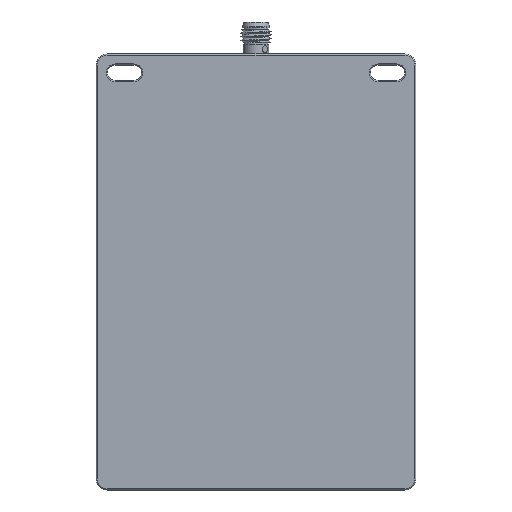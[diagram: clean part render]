
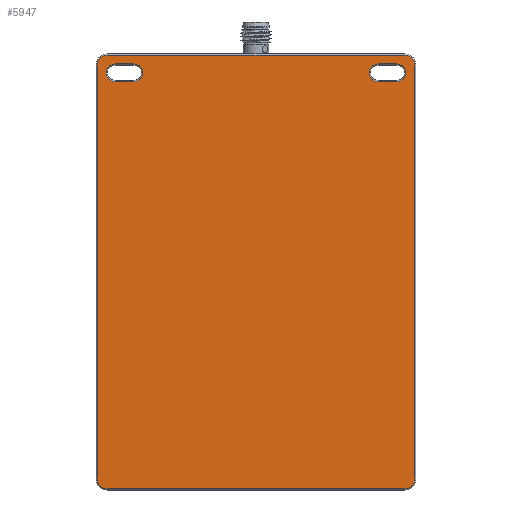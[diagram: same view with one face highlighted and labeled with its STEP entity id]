
A CAD part, front view. The second image highlights one B-rep face of the part: STEP entity #5947.
In plain terms, the highlighted planar face has unit normal (0, -1, 0).
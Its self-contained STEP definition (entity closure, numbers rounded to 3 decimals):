
#64 = AXIS2_PLACEMENT_3D ( 'NONE', #697, #3312, #6720 ) ;
#76 = DIRECTION ( 'NONE',  ( 1., 0., 0. ) ) ;
#166 = VECTOR ( 'NONE', #4214, 1000. ) ;
#179 = CIRCLE ( 'NONE', #5625, 2.35 ) ;
#256 = EDGE_CURVE ( 'NONE', #1429, #2180, #6705, .T. ) ;
#262 = DIRECTION ( 'NONE',  ( 0., -1., 0. ) ) ;
#309 = DIRECTION ( 'NONE',  ( 0., 0., 1. ) ) ;
#379 = CARTESIAN_POINT ( 'NONE',  ( 32.5, 0., 56.15 ) ) ;
#520 = ORIENTED_EDGE ( 'NONE', *, *, #2313, .T. ) ;
#629 = ORIENTED_EDGE ( 'NONE', *, *, #4127, .T. ) ;
#649 = ORIENTED_EDGE ( 'NONE', *, *, #5635, .T. ) ;
#691 = CARTESIAN_POINT ( 'NONE',  ( 37.5, 0., 60.85 ) ) ;
#697 = CARTESIAN_POINT ( 'NONE',  ( 32.5, 0., 58.5 ) ) ;
#769 = VERTEX_POINT ( 'NONE', #6763 ) ;
#847 = CARTESIAN_POINT ( 'NONE',  ( 0., 0., 56.15 ) ) ;
#900 = CARTESIAN_POINT ( 'NONE',  ( 39.5, 0., -49.5 ) ) ;
#924 = ORIENTED_EDGE ( 'NONE', *, *, #256, .T. ) ;
#937 = LINE ( 'NONE', #1402, #166 ) ;
#1100 = EDGE_CURVE ( 'NONE', #2932, #1429, #5933, .T. ) ;
#1205 = VERTEX_POINT ( 'NONE', #6160 ) ;
#1260 = LINE ( 'NONE', #3863, #7353 ) ;
#1300 = CARTESIAN_POINT ( 'NONE',  ( -37.5, 0., 56.15 ) ) ;
#1354 = VERTEX_POINT ( 'NONE', #5553 ) ;
#1402 = CARTESIAN_POINT ( 'NONE',  ( 42.2, 0., 0. ) ) ;
#1424 = DIRECTION ( 'NONE',  ( 1., 0., 0. ) ) ;
#1429 = VERTEX_POINT ( 'NONE', #2204 ) ;
#1496 = LINE ( 'NONE', #847, #6301 ) ;
#1537 = CIRCLE ( 'NONE', #6701, 2.7 ) ;
#1563 = VECTOR ( 'NONE', #3700, 1000. ) ;
#1631 = ORIENTED_EDGE ( 'NONE', *, *, #8343, .T. ) ;
#1858 = ORIENTED_EDGE ( 'NONE', *, *, #4168, .T. ) ;
#1904 = DIRECTION ( 'NONE',  ( 0., 0., 1. ) ) ;
#1940 = DIRECTION ( 'NONE',  ( 0., 0., -1. ) ) ;
#1958 = CARTESIAN_POINT ( 'NONE',  ( 39.5, 0., -52.2 ) ) ;
#2059 = CARTESIAN_POINT ( 'NONE',  ( -39.5, 0., -49.5 ) ) ;
#2157 = DIRECTION ( 'NONE',  ( 1., 0., 0. ) ) ;
#2165 = DIRECTION ( 'NONE',  ( 0., 0., 1. ) ) ;
#2180 = VERTEX_POINT ( 'NONE', #2859 ) ;
#2204 = CARTESIAN_POINT ( 'NONE',  ( -37.5, 0., 60.85 ) ) ;
#2313 = EDGE_CURVE ( 'NONE', #769, #5866, #6188, .T. ) ;
#2324 = EDGE_CURVE ( 'NONE', #3288, #3469, #7031, .T. ) ;
#2367 = CIRCLE ( 'NONE', #6002, 2.35 ) ;
#2399 = EDGE_LOOP ( 'NONE', ( #1631, #1858, #4705, #6348 ) ) ;
#2406 = ORIENTED_EDGE ( 'NONE', *, *, #6702, .T. ) ;
#2442 = DIRECTION ( 'NONE',  ( 0., -1., 0. ) ) ;
#2514 = DIRECTION ( 'NONE',  ( 0., 0., 1. ) ) ;
#2626 = DIRECTION ( 'NONE',  ( 0., 0., 1. ) ) ;
#2678 = ORIENTED_EDGE ( 'NONE', *, *, #5561, .T. ) ;
#2759 = CIRCLE ( 'NONE', #3842, 2.7 ) ;
#2859 = CARTESIAN_POINT ( 'NONE',  ( -32.5, 0., 60.85 ) ) ;
#2932 = VERTEX_POINT ( 'NONE', #1300 ) ;
#2979 = VERTEX_POINT ( 'NONE', #6846 ) ;
#3098 = AXIS2_PLACEMENT_3D ( 'NONE', #5577, #5531, #6815 ) ;
#3179 = LINE ( 'NONE', #5838, #5988 ) ;
#3198 = CIRCLE ( 'NONE', #64, 2.35 ) ;
#3288 = VERTEX_POINT ( 'NONE', #7001 ) ;
#3309 = VERTEX_POINT ( 'NONE', #6873 ) ;
#3312 = DIRECTION ( 'NONE',  ( 0., 1., 0. ) ) ;
#3469 = VERTEX_POINT ( 'NONE', #379 ) ;
#3604 = ORIENTED_EDGE ( 'NONE', *, *, #7392, .T. ) ;
#3673 = VECTOR ( 'NONE', #76, 1000. ) ;
#3700 = DIRECTION ( 'NONE',  ( -1., 0., 0. ) ) ;
#3842 = AXIS2_PLACEMENT_3D ( 'NONE', #900, #262, #309 ) ;
#3863 = CARTESIAN_POINT ( 'NONE',  ( 0., 0., -52.2 ) ) ;
#3874 = AXIS2_PLACEMENT_3D ( 'NONE', #6433, #2442, #1904 ) ;
#3902 = LINE ( 'NONE', #5777, #6563 ) ;
#3918 = DIRECTION ( 'NONE',  ( 0., 0., 1. ) ) ;
#3963 = VERTEX_POINT ( 'NONE', #6680 ) ;
#4082 = PLANE ( 'NONE',  #7088 ) ;
#4121 = FACE_BOUND ( 'NONE', #7688, .T. ) ;
#4127 = EDGE_CURVE ( 'NONE', #7642, #7525, #1260, .T. ) ;
#4168 = EDGE_CURVE ( 'NONE', #6590, #2979, #6542, .T. ) ;
#4214 = DIRECTION ( 'NONE',  ( 0., 0., 1. ) ) ;
#4309 = DIRECTION ( 'NONE',  ( 0., -1., 0. ) ) ;
#4382 = ORIENTED_EDGE ( 'NONE', *, *, #6191, .T. ) ;
#4546 = DIRECTION ( 'NONE',  ( 0., 0., 1. ) ) ;
#4614 = DIRECTION ( 'NONE',  ( 0., -1., 0. ) ) ;
#4678 = ORIENTED_EDGE ( 'NONE', *, *, #7527, .T. ) ;
#4701 = CARTESIAN_POINT ( 'NONE',  ( 0., 0., 60.85 ) ) ;
#4705 = ORIENTED_EDGE ( 'NONE', *, *, #5768, .T. ) ;
#4801 = FACE_BOUND ( 'NONE', #2399, .T. ) ;
#4846 = FACE_OUTER_BOUND ( 'NONE', #7560, .T. ) ;
#5109 = CARTESIAN_POINT ( 'NONE',  ( -39.5, 0., -52.2 ) ) ;
#5169 = DIRECTION ( 'NONE',  ( 0., 1., 0. ) ) ;
#5531 = DIRECTION ( 'NONE',  ( 0., 1., 0. ) ) ;
#5553 = CARTESIAN_POINT ( 'NONE',  ( -32.5, 0., 56.15 ) ) ;
#5561 = EDGE_CURVE ( 'NONE', #3963, #3309, #937, .T. ) ;
#5577 = CARTESIAN_POINT ( 'NONE',  ( -37.5, 0., 58.5 ) ) ;
#5609 = CIRCLE ( 'NONE', #8091, 2.7 ) ;
#5625 = AXIS2_PLACEMENT_3D ( 'NONE', #7196, #8328, #3918 ) ;
#5635 = EDGE_CURVE ( 'NONE', #3309, #1205, #5609, .T. ) ;
#5716 = EDGE_CURVE ( 'NONE', #5866, #6497, #3902, .T. ) ;
#5765 = DIRECTION ( 'NONE',  ( -1., 0., 0. ) ) ;
#5768 = EDGE_CURVE ( 'NONE', #2979, #3288, #2367, .T. ) ;
#5777 = CARTESIAN_POINT ( 'NONE',  ( -42.2, 0., 0. ) ) ;
#5807 = VECTOR ( 'NONE', #2157, 1000. ) ;
#5838 = CARTESIAN_POINT ( 'NONE',  ( -39.5, 0., 63.2 ) ) ;
#5866 = VERTEX_POINT ( 'NONE', #7271 ) ;
#5909 = DIRECTION ( 'NONE',  ( -1., 0., 0. ) ) ;
#5933 = CIRCLE ( 'NONE', #3098, 2.35 ) ;
#5947 = ADVANCED_FACE ( 'NONE', ( #4801, #4121, #4846 ), #4082, .F. ) ;
#5988 = VECTOR ( 'NONE', #5765, 1000. ) ;
#6002 = AXIS2_PLACEMENT_3D ( 'NONE', #7878, #5169, #4546 ) ;
#6160 = CARTESIAN_POINT ( 'NONE',  ( 39.5, 0., 63.2 ) ) ;
#6188 = CIRCLE ( 'NONE', #3874, 2.7 ) ;
#6191 = EDGE_CURVE ( 'NONE', #1205, #769, #3179, .T. ) ;
#6301 = VECTOR ( 'NONE', #5909, 1000. ) ;
#6348 = ORIENTED_EDGE ( 'NONE', *, *, #2324, .T. ) ;
#6433 = CARTESIAN_POINT ( 'NONE',  ( -39.5, 0., 60.5 ) ) ;
#6460 = ORIENTED_EDGE ( 'NONE', *, *, #1100, .T. ) ;
#6476 = CARTESIAN_POINT ( 'NONE',  ( 32.5, 0., 56.15 ) ) ;
#6497 = VERTEX_POINT ( 'NONE', #7832 ) ;
#6542 = LINE ( 'NONE', #691, #3673 ) ;
#6563 = VECTOR ( 'NONE', #1940, 1000. ) ;
#6590 = VERTEX_POINT ( 'NONE', #7384 ) ;
#6680 = CARTESIAN_POINT ( 'NONE',  ( 42.2, 0., -49.5 ) ) ;
#6701 = AXIS2_PLACEMENT_3D ( 'NONE', #2059, #4614, #2626 ) ;
#6702 = EDGE_CURVE ( 'NONE', #1354, #2932, #1496, .T. ) ;
#6705 = LINE ( 'NONE', #4701, #5807 ) ;
#6715 = DIRECTION ( 'NONE',  ( 0., 1., 0. ) ) ;
#6720 = DIRECTION ( 'NONE',  ( 0., 0., 1. ) ) ;
#6763 = CARTESIAN_POINT ( 'NONE',  ( -39.5, 0., 63.2 ) ) ;
#6815 = DIRECTION ( 'NONE',  ( 0., 0., 1. ) ) ;
#6846 = CARTESIAN_POINT ( 'NONE',  ( 37.5, 0., 60.85 ) ) ;
#6873 = CARTESIAN_POINT ( 'NONE',  ( 42.2, 0., 60.5 ) ) ;
#6938 = EDGE_CURVE ( 'NONE', #6497, #7642, #1537, .T. ) ;
#7001 = CARTESIAN_POINT ( 'NONE',  ( 37.5, 0., 56.15 ) ) ;
#7031 = LINE ( 'NONE', #6476, #1563 ) ;
#7088 = AXIS2_PLACEMENT_3D ( 'NONE', #8014, #6715, #2165 ) ;
#7196 = CARTESIAN_POINT ( 'NONE',  ( -32.5, 0., 58.5 ) ) ;
#7271 = CARTESIAN_POINT ( 'NONE',  ( -42.2, 0., 60.5 ) ) ;
#7296 = ORIENTED_EDGE ( 'NONE', *, *, #5716, .T. ) ;
#7353 = VECTOR ( 'NONE', #1424, 1000. ) ;
#7384 = CARTESIAN_POINT ( 'NONE',  ( 32.5, 0., 60.85 ) ) ;
#7392 = EDGE_CURVE ( 'NONE', #7525, #3963, #2759, .T. ) ;
#7491 = ORIENTED_EDGE ( 'NONE', *, *, #6938, .T. ) ;
#7525 = VERTEX_POINT ( 'NONE', #1958 ) ;
#7527 = EDGE_CURVE ( 'NONE', #2180, #1354, #179, .T. ) ;
#7560 = EDGE_LOOP ( 'NONE', ( #629, #3604, #2678, #649, #4382, #520, #7296, #7491 ) ) ;
#7642 = VERTEX_POINT ( 'NONE', #5109 ) ;
#7688 = EDGE_LOOP ( 'NONE', ( #924, #4678, #2406, #6460 ) ) ;
#7832 = CARTESIAN_POINT ( 'NONE',  ( -42.2, 0., -49.5 ) ) ;
#7878 = CARTESIAN_POINT ( 'NONE',  ( 37.5, 0., 58.5 ) ) ;
#8014 = CARTESIAN_POINT ( 'NONE',  ( 0., 0., 0. ) ) ;
#8091 = AXIS2_PLACEMENT_3D ( 'NONE', #8275, #4309, #2514 ) ;
#8275 = CARTESIAN_POINT ( 'NONE',  ( 39.5, 0., 60.5 ) ) ;
#8328 = DIRECTION ( 'NONE',  ( 0., 1., 0. ) ) ;
#8343 = EDGE_CURVE ( 'NONE', #3469, #6590, #3198, .T. ) ;
